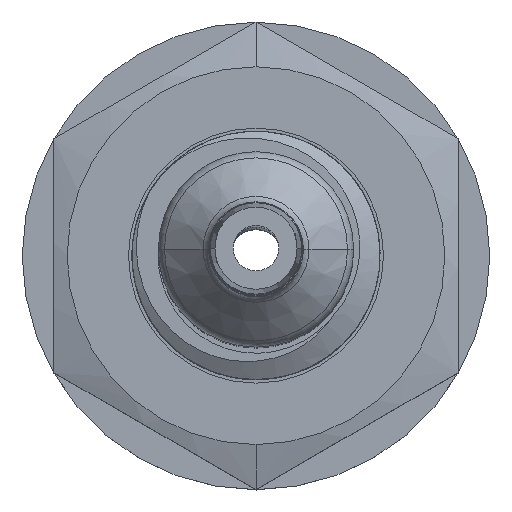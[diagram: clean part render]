
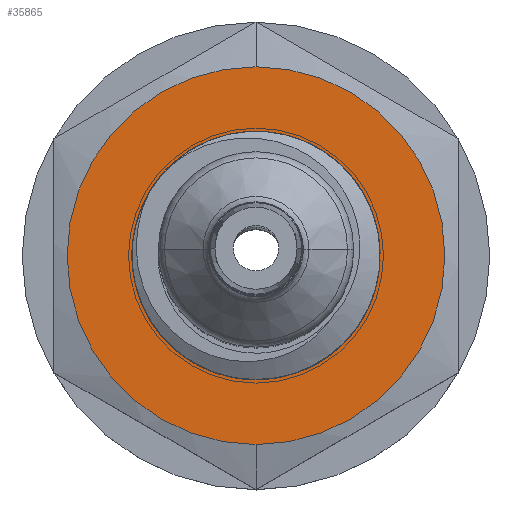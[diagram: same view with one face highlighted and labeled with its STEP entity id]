
A CAD part, top view. The second image highlights one B-rep face of the part: STEP entity #35865.
In plain terms, the highlighted face is planar.
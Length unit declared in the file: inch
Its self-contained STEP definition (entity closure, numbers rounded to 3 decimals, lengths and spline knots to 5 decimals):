
#35576=CARTESIAN_POINT('',(0.,0.,-0.0625));
#35577=DIRECTION('',(0.,0.,1.));
#35578=DIRECTION('',(-1.,0.,0.));
#35579=AXIS2_PLACEMENT_3D('',#35576,#35577,#35578);
#35581=CARTESIAN_POINT('',(0.,0.,-0.0625));
#35582=DIRECTION('',(0.,0.,1.));
#35583=DIRECTION('',(1.,0.,0.));
#35584=AXIS2_PLACEMENT_3D('',#35581,#35582,#35583);
#35586=CARTESIAN_POINT('',(0.,0.,-0.0625));
#35587=DIRECTION('',(0.,0.,-1.));
#35588=DIRECTION('',(0.,1.,0.));
#35589=AXIS2_PLACEMENT_3D('',#35586,#35587,#35588);
#35591=CARTESIAN_POINT('',(0.,0.,-0.0625));
#35592=DIRECTION('',(0.,0.,-1.));
#35593=DIRECTION('',(0.,-1.,0.));
#35594=AXIS2_PLACEMENT_3D('',#35591,#35592,#35593);
#35820=CARTESIAN_POINT('',(-0.1035,0.,-0.0625));
#35821=CARTESIAN_POINT('',(0.1035,0.,-0.0625));
#35822=VERTEX_POINT('',#35820);
#35823=VERTEX_POINT('',#35821);
#35828=CARTESIAN_POINT('',(0.,0.175,-0.0625));
#35829=CARTESIAN_POINT('',(0.,-0.175,-0.0625));
#35830=VERTEX_POINT('',#35828);
#35831=VERTEX_POINT('',#35829);
#35848=CARTESIAN_POINT('',(0.,0.,-0.0625));
#35849=DIRECTION('',(0.,0.,1.));
#35850=DIRECTION('',(1.,0.,0.));
#35851=AXIS2_PLACEMENT_3D('',#35848,#35849,#35850);
#35852=PLANE('',#35851);
#35854=ORIENTED_EDGE('',*,*,#35853,.F.);
#35856=ORIENTED_EDGE('',*,*,#35855,.F.);
#35857=EDGE_LOOP('',(#35854,#35856));
#35858=FACE_OUTER_BOUND('',#35857,.F.);
#35860=ORIENTED_EDGE('',*,*,#35859,.F.);
#35862=ORIENTED_EDGE('',*,*,#35861,.F.);
#35863=EDGE_LOOP('',(#35860,#35862));
#35864=FACE_BOUND('',#35863,.F.);
#35865=ADVANCED_FACE('',(#35858,#35864),#35852,.F.);
#35580=CIRCLE('',#35579,0.1035);
#35585=CIRCLE('',#35584,0.1035);
#35590=CIRCLE('',#35589,0.175);
#35595=CIRCLE('',#35594,0.175);
#35853=EDGE_CURVE('',#35830,#35831,#35590,.T.);
#35855=EDGE_CURVE('',#35831,#35830,#35595,.T.);
#35859=EDGE_CURVE('',#35822,#35823,#35580,.T.);
#35861=EDGE_CURVE('',#35823,#35822,#35585,.T.);
